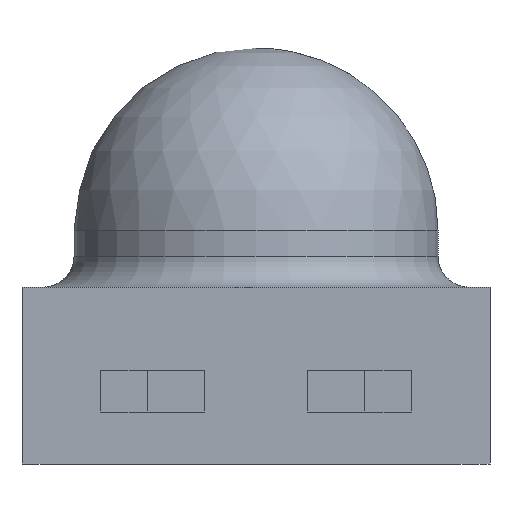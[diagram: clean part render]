
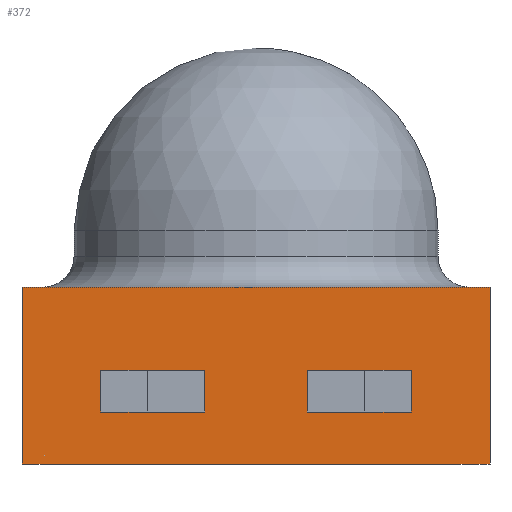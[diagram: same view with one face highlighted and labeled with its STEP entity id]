
A CAD part, front view. The second image highlights one B-rep face of the part: STEP entity #372.
In plain terms, the highlighted planar face has unit normal (0, -1, 0).
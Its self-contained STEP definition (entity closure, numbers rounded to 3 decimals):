
#188=CARTESIAN_POINT('',(-2.25,-2.4,1.7));
#189=VERTEX_POINT('',#188);
#196=CARTESIAN_POINT('',(2.25,-2.4,1.7));
#197=VERTEX_POINT('',#196);
#198=CARTESIAN_POINT('',(-2.25,-2.4,1.7));
#199=DIRECTION('',(1.0,0.0,0.0));
#200=VECTOR('',#199,4.5);
#201=LINE('',#198,#200);
#202=EDGE_CURVE('',#189,#197,#201,.T.);
#278=CARTESIAN_POINT('',(2.25,-2.4,0.0));
#279=VERTEX_POINT('',#278);
#286=CARTESIAN_POINT('',(-2.25,-2.4,0.0));
#287=VERTEX_POINT('',#286);
#288=CARTESIAN_POINT('',(2.25,-2.4,0.0));
#289=DIRECTION('',(-1.0,0.0,0.0));
#290=VECTOR('',#289,4.5);
#291=LINE('',#288,#290);
#292=EDGE_CURVE('',#279,#287,#291,.T.);
#346=CARTESIAN_POINT('',(2.25,-2.4,0.0));
#347=DIRECTION('',(0.0,0.0,1.0));
#348=VECTOR('',#347,1.7);
#349=LINE('',#346,#348);
#350=EDGE_CURVE('',#279,#197,#349,.T.);
#356=CARTESIAN_POINT('',(-2.25,-2.4,0.0));
#357=DIRECTION('',(0.0,-1.0,0.0));
#358=DIRECTION('',(1.0,0.0,0.0));
#359=AXIS2_PLACEMENT_3D('',#356,#357,#358);
#360=PLANE('',#359);
#361=ORIENTED_EDGE('',*,*,#292,.F.);
#362=ORIENTED_EDGE('',*,*,#350,.T.);
#363=ORIENTED_EDGE('',*,*,#202,.F.);
#364=CARTESIAN_POINT('',(-2.25,-2.4,0.0));
#365=DIRECTION('',(0.0,0.0,1.0));
#366=VECTOR('',#365,1.7);
#367=LINE('',#364,#366);
#368=EDGE_CURVE('',#287,#189,#367,.T.);
#369=ORIENTED_EDGE('',*,*,#368,.F.);
#370=EDGE_LOOP('',(#361,#362,#363,#369));
#371=FACE_OUTER_BOUND('',#370,.T.);
#372=ADVANCED_FACE('',(#371),#360,.T.);
